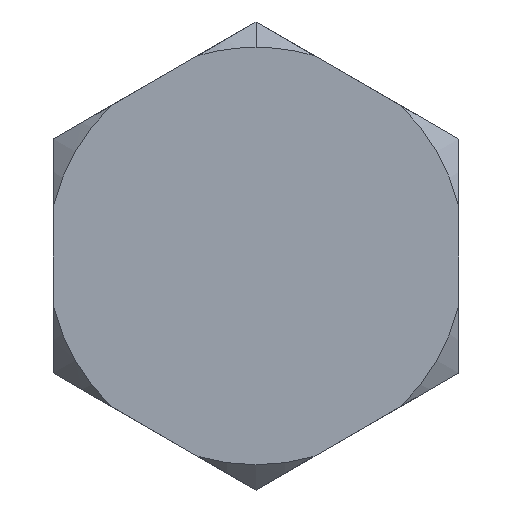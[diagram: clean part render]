
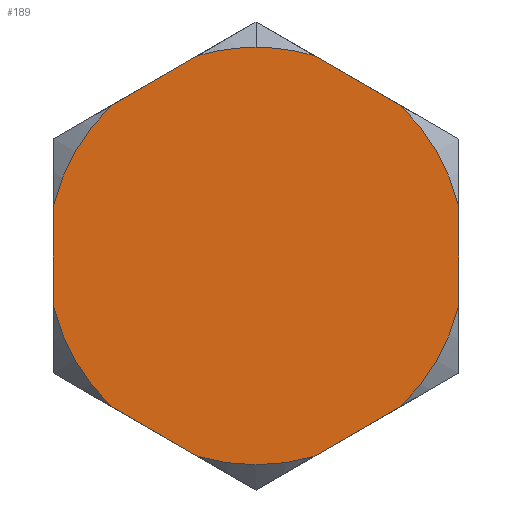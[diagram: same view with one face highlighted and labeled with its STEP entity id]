
A CAD part, front view. The second image highlights one B-rep face of the part: STEP entity #189.
In plain terms, the highlighted planar face has unit normal (0, -1, 0).
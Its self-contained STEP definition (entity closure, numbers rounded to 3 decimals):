
#34 = CARTESIAN_POINT ( 'NONE',  ( -8., -165., 1.974 ) ) ;
#38 = DIRECTION ( 'NONE',  ( 0., 0., 1. ) ) ;
#43 = DIRECTION ( 'NONE',  ( 0., 1., 0. ) ) ;
#67 = AXIS2_PLACEMENT_3D ( 'NONE', #1101, #166, #2246 ) ;
#98 = DIRECTION ( 'NONE',  ( 0., 0., 1. ) ) ;
#111 = ORIENTED_EDGE ( 'NONE', *, *, #915, .F. ) ;
#123 = CARTESIAN_POINT ( 'NONE',  ( -5.71, -165., 5.941 ) ) ;
#139 = ORIENTED_EDGE ( 'NONE', *, *, #578, .F. ) ;
#166 = DIRECTION ( 'NONE',  ( 0., 1., 0. ) ) ;
#174 = PLANE ( 'NONE',  #2273 ) ;
#189 = ADVANCED_FACE ( 'NONE', ( #952 ), #174, .F. ) ;
#296 = CARTESIAN_POINT ( 'NONE',  ( 0., -165., 0. ) ) ;
#335 = VERTEX_POINT ( 'NONE', #34 ) ;
#337 = EDGE_CURVE ( 'NONE', #989, #2007, #1300, .T. ) ;
#355 = ORIENTED_EDGE ( 'NONE', *, *, #441, .F. ) ;
#368 = ORIENTED_EDGE ( 'NONE', *, *, #337, .F. ) ;
#372 = DIRECTION ( 'NONE',  ( 0., 1., 0. ) ) ;
#393 = CARTESIAN_POINT ( 'NONE',  ( 0., -165., 9.238 ) ) ;
#413 = VECTOR ( 'NONE', #1579, 1000. ) ;
#441 = EDGE_CURVE ( 'NONE', #1924, #541, #1506, .T. ) ;
#463 = EDGE_CURVE ( 'NONE', #1604, #1649, #998, .T. ) ;
#474 = ORIENTED_EDGE ( 'NONE', *, *, #2037, .F. ) ;
#531 = ORIENTED_EDGE ( 'NONE', *, *, #463, .F. ) ;
#535 = EDGE_CURVE ( 'NONE', #541, #1604, #947, .T. ) ;
#541 = VERTEX_POINT ( 'NONE', #1511 ) ;
#551 = DIRECTION ( 'NONE',  ( -0.866, 0., 0.5 ) ) ;
#578 = EDGE_CURVE ( 'NONE', #1649, #1679, #1117, .T. ) ;
#602 = VECTOR ( 'NONE', #1812, 1000. ) ;
#642 = VECTOR ( 'NONE', #1574, 1000. ) ;
#683 = LINE ( 'NONE', #1025, #413 ) ;
#776 = AXIS2_PLACEMENT_3D ( 'NONE', #1473, #2261, #2281 ) ;
#811 = VECTOR ( 'NONE', #2164, 1000. ) ;
#859 = EDGE_CURVE ( 'NONE', #2007, #1497, #1822, .T. ) ;
#868 = ORIENTED_EDGE ( 'NONE', *, *, #535, .F. ) ;
#870 = CARTESIAN_POINT ( 'NONE',  ( 8., -165., 4.619 ) ) ;
#915 = EDGE_CURVE ( 'NONE', #1679, #335, #683, .T. ) ;
#947 = CIRCLE ( 'NONE', #776, 8.24 ) ;
#952 = FACE_OUTER_BOUND ( 'NONE', #1479, .T. ) ;
#954 = DIRECTION ( 'NONE',  ( 0., 1., 0. ) ) ;
#962 = DIRECTION ( 'NONE',  ( 0., 0., 1. ) ) ;
#989 = VERTEX_POINT ( 'NONE', #123 ) ;
#992 = CARTESIAN_POINT ( 'NONE',  ( 5.71, -165., 5.941 ) ) ;
#998 = LINE ( 'NONE', #1105, #1361 ) ;
#1003 = AXIS2_PLACEMENT_3D ( 'NONE', #2034, #1642, #1285 ) ;
#1025 = CARTESIAN_POINT ( 'NONE',  ( -8., -165., -4.619 ) ) ;
#1063 = LINE ( 'NONE', #870, #2119 ) ;
#1101 = CARTESIAN_POINT ( 'NONE',  ( 0., -165., 0. ) ) ;
#1105 = CARTESIAN_POINT ( 'NONE',  ( 0., -165., -9.238 ) ) ;
#1117 = CIRCLE ( 'NONE', #2391, 8.24 ) ;
#1126 = CIRCLE ( 'NONE', #2070, 8.24 ) ;
#1177 = CARTESIAN_POINT ( 'NONE',  ( 0., -165., 0. ) ) ;
#1193 = CARTESIAN_POINT ( 'NONE',  ( 0., -165., 0. ) ) ;
#1199 = CARTESIAN_POINT ( 'NONE',  ( -5.71, -165., -5.941 ) ) ;
#1202 = DIRECTION ( 'NONE',  ( 0., 1., 0. ) ) ;
#1206 = CARTESIAN_POINT ( 'NONE',  ( 0., -165., 9.238 ) ) ;
#1271 = ORIENTED_EDGE ( 'NONE', *, *, #1548, .F. ) ;
#1285 = DIRECTION ( 'NONE',  ( 0., 0., 1. ) ) ;
#1300 = LINE ( 'NONE', #2311, #811 ) ;
#1307 = CARTESIAN_POINT ( 'NONE',  ( 8., -165., 1.974 ) ) ;
#1330 = VERTEX_POINT ( 'NONE', #1307 ) ;
#1353 = CARTESIAN_POINT ( 'NONE',  ( 5.71, -165., -5.941 ) ) ;
#1361 = VECTOR ( 'NONE', #551, 1000. ) ;
#1421 = EDGE_CURVE ( 'NONE', #1497, #1539, #1685, .T. ) ;
#1426 = CARTESIAN_POINT ( 'NONE',  ( 8., -165., -4.619 ) ) ;
#1440 = CARTESIAN_POINT ( 'NONE',  ( 8., -165., -1.974 ) ) ;
#1458 = CIRCLE ( 'NONE', #1894, 8.24 ) ;
#1473 = CARTESIAN_POINT ( 'NONE',  ( 0., -165., 0. ) ) ;
#1479 = EDGE_LOOP ( 'NONE', ( #1482, #1271, #1866, #1597, #368, #474, #111, #139, #531, #868, #355, #1640, #2180 ) ) ;
#1482 = ORIENTED_EDGE ( 'NONE', *, *, #1862, .F. ) ;
#1483 = AXIS2_PLACEMENT_3D ( 'NONE', #1177, #43, #1556 ) ;
#1497 = VERTEX_POINT ( 'NONE', #2321 ) ;
#1506 = LINE ( 'NONE', #1426, #602 ) ;
#1511 = CARTESIAN_POINT ( 'NONE',  ( 2.29, -165., -7.915 ) ) ;
#1539 = VERTEX_POINT ( 'NONE', #2294 ) ;
#1548 = EDGE_CURVE ( 'NONE', #1539, #2015, #1776, .T. ) ;
#1556 = DIRECTION ( 'NONE',  ( 0., 0., 1. ) ) ;
#1574 = DIRECTION ( 'NONE',  ( 0.866, 0., -0.5 ) ) ;
#1579 = DIRECTION ( 'NONE',  ( 0., 0., 1. ) ) ;
#1597 = ORIENTED_EDGE ( 'NONE', *, *, #859, .F. ) ;
#1604 = VERTEX_POINT ( 'NONE', #2152 ) ;
#1640 = ORIENTED_EDGE ( 'NONE', *, *, #2412, .F. ) ;
#1642 = DIRECTION ( 'NONE',  ( 0., 1., 0. ) ) ;
#1649 = VERTEX_POINT ( 'NONE', #1199 ) ;
#1679 = VERTEX_POINT ( 'NONE', #1973 ) ;
#1685 = CIRCLE ( 'NONE', #1003, 8.24 ) ;
#1776 = LINE ( 'NONE', #1206, #642 ) ;
#1812 = DIRECTION ( 'NONE',  ( -0.866, 0., -0.5 ) ) ;
#1822 = CIRCLE ( 'NONE', #1483, 8.24 ) ;
#1862 = EDGE_CURVE ( 'NONE', #2015, #1330, #1126, .T. ) ;
#1866 = ORIENTED_EDGE ( 'NONE', *, *, #1421, .F. ) ;
#1878 = VERTEX_POINT ( 'NONE', #1440 ) ;
#1894 = AXIS2_PLACEMENT_3D ( 'NONE', #1193, #1202, #38 ) ;
#1924 = VERTEX_POINT ( 'NONE', #1353 ) ;
#1973 = CARTESIAN_POINT ( 'NONE',  ( -8., -165., -1.974 ) ) ;
#2007 = VERTEX_POINT ( 'NONE', #2099 ) ;
#2015 = VERTEX_POINT ( 'NONE', #992 ) ;
#2034 = CARTESIAN_POINT ( 'NONE',  ( 0., -165., 0. ) ) ;
#2037 = EDGE_CURVE ( 'NONE', #335, #989, #1458, .T. ) ;
#2070 = AXIS2_PLACEMENT_3D ( 'NONE', #296, #2195, #98 ) ;
#2071 = DIRECTION ( 'NONE',  ( 0., 0., 1. ) ) ;
#2098 = CIRCLE ( 'NONE', #67, 8.24 ) ;
#2099 = CARTESIAN_POINT ( 'NONE',  ( -2.29, -165., 7.915 ) ) ;
#2119 = VECTOR ( 'NONE', #2194, 1000. ) ;
#2152 = CARTESIAN_POINT ( 'NONE',  ( -2.29, -165., -7.915 ) ) ;
#2164 = DIRECTION ( 'NONE',  ( 0.866, 0., 0.5 ) ) ;
#2180 = ORIENTED_EDGE ( 'NONE', *, *, #2226, .F. ) ;
#2194 = DIRECTION ( 'NONE',  ( 0., 0., -1. ) ) ;
#2195 = DIRECTION ( 'NONE',  ( 0., 1., 0. ) ) ;
#2226 = EDGE_CURVE ( 'NONE', #1330, #1878, #1063, .T. ) ;
#2246 = DIRECTION ( 'NONE',  ( 0., 0., 1. ) ) ;
#2261 = DIRECTION ( 'NONE',  ( 0., 1., 0. ) ) ;
#2273 = AXIS2_PLACEMENT_3D ( 'NONE', #393, #372, #2071 ) ;
#2281 = DIRECTION ( 'NONE',  ( 0., 0., 1. ) ) ;
#2294 = CARTESIAN_POINT ( 'NONE',  ( 2.29, -165., 7.915 ) ) ;
#2311 = CARTESIAN_POINT ( 'NONE',  ( -8., -165., 4.619 ) ) ;
#2321 = CARTESIAN_POINT ( 'NONE',  ( 0., -165., 8.24 ) ) ;
#2391 = AXIS2_PLACEMENT_3D ( 'NONE', #2490, #954, #962 ) ;
#2412 = EDGE_CURVE ( 'NONE', #1878, #1924, #2098, .T. ) ;
#2490 = CARTESIAN_POINT ( 'NONE',  ( 0., -165., 0. ) ) ;
